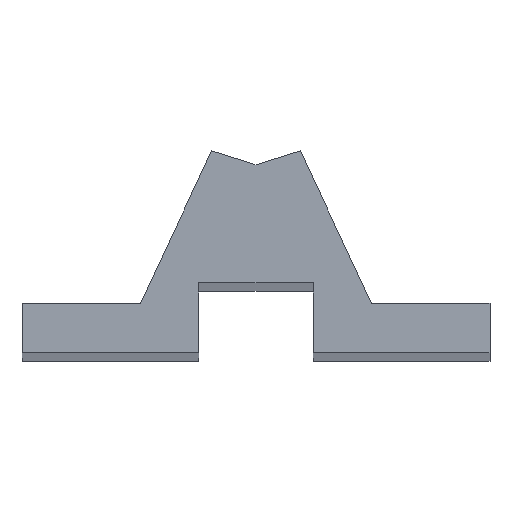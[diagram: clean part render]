
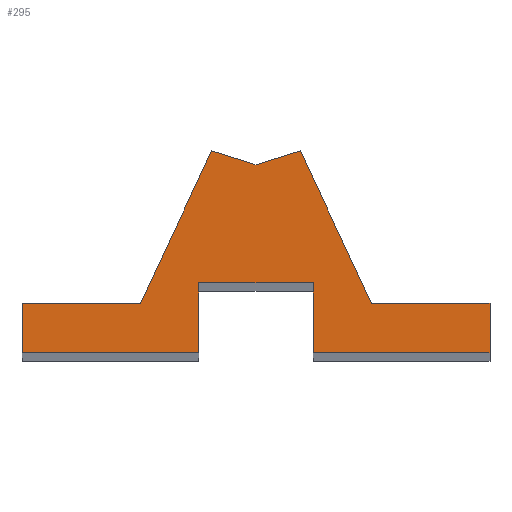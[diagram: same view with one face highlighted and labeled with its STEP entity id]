
A CAD part, top view. The second image highlights one B-rep face of the part: STEP entity #295.
In plain terms, the highlighted planar face has unit normal (0, 0, 1).
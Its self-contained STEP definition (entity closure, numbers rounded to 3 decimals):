
#29=FACE_OUTER_BOUND('',#44,.T.);
#44=EDGE_LOOP('',(#253,#254,#255,#256,#257,#258,#259,#260,#261,#262,#263,
#264,#265));
#45=LINE('',#406,#84);
#49=LINE('',#414,#88);
#52=LINE('',#420,#91);
#55=LINE('',#426,#94);
#58=LINE('',#432,#97);
#61=LINE('',#438,#100);
#64=LINE('',#444,#103);
#67=LINE('',#450,#106);
#70=LINE('',#456,#109);
#73=LINE('',#462,#112);
#76=LINE('',#468,#115);
#79=LINE('',#474,#118);
#82=LINE('',#479,#121);
#84=VECTOR('',#335,10.);
#88=VECTOR('',#341,10.);
#91=VECTOR('',#346,10.);
#94=VECTOR('',#351,10.);
#97=VECTOR('',#356,10.);
#100=VECTOR('',#361,10.);
#103=VECTOR('',#366,10.);
#106=VECTOR('',#371,10.);
#109=VECTOR('',#376,10.);
#112=VECTOR('',#381,10.);
#115=VECTOR('',#386,10.);
#118=VECTOR('',#391,10.);
#121=VECTOR('',#396,10.);
#123=VERTEX_POINT('',#404);
#124=VERTEX_POINT('',#405);
#127=VERTEX_POINT('',#413);
#129=VERTEX_POINT('',#419);
#131=VERTEX_POINT('',#425);
#133=VERTEX_POINT('',#431);
#135=VERTEX_POINT('',#437);
#137=VERTEX_POINT('',#443);
#139=VERTEX_POINT('',#449);
#141=VERTEX_POINT('',#455);
#143=VERTEX_POINT('',#461);
#145=VERTEX_POINT('',#467);
#147=VERTEX_POINT('',#473);
#149=EDGE_CURVE('',#123,#124,#45,.T.);
#153=EDGE_CURVE('',#124,#127,#49,.T.);
#156=EDGE_CURVE('',#127,#129,#52,.T.);
#159=EDGE_CURVE('',#129,#131,#55,.T.);
#162=EDGE_CURVE('',#131,#133,#58,.T.);
#165=EDGE_CURVE('',#133,#135,#61,.T.);
#168=EDGE_CURVE('',#135,#137,#64,.T.);
#171=EDGE_CURVE('',#137,#139,#67,.T.);
#174=EDGE_CURVE('',#139,#141,#70,.T.);
#177=EDGE_CURVE('',#141,#143,#73,.T.);
#180=EDGE_CURVE('',#143,#145,#76,.T.);
#183=EDGE_CURVE('',#145,#147,#79,.T.);
#186=EDGE_CURVE('',#147,#123,#82,.T.);
#253=ORIENTED_EDGE('',*,*,#149,.F.);
#254=ORIENTED_EDGE('',*,*,#186,.F.);
#255=ORIENTED_EDGE('',*,*,#183,.F.);
#256=ORIENTED_EDGE('',*,*,#180,.F.);
#257=ORIENTED_EDGE('',*,*,#177,.F.);
#258=ORIENTED_EDGE('',*,*,#174,.F.);
#259=ORIENTED_EDGE('',*,*,#171,.F.);
#260=ORIENTED_EDGE('',*,*,#168,.F.);
#261=ORIENTED_EDGE('',*,*,#165,.F.);
#262=ORIENTED_EDGE('',*,*,#162,.F.);
#263=ORIENTED_EDGE('',*,*,#159,.F.);
#264=ORIENTED_EDGE('',*,*,#156,.F.);
#265=ORIENTED_EDGE('',*,*,#153,.F.);
#280=PLANE('',#330);
#295=ADVANCED_FACE('',(#29),#280,.T.);
#330=AXIS2_PLACEMENT_3D('',#482,#400,#401);
#335=DIRECTION('',(1.,0.,0.));
#341=DIRECTION('',(0.423,0.906,0.));
#346=DIRECTION('',(0.954,-0.301,0.));
#351=DIRECTION('',(0.954,0.301,0.));
#356=DIRECTION('',(0.423,-0.906,0.));
#361=DIRECTION('',(1.,0.,0.));
#366=DIRECTION('',(0.,-1.,0.));
#371=DIRECTION('',(-1.,0.,0.));
#376=DIRECTION('',(0.,1.,0.));
#381=DIRECTION('',(-1.,0.,0.));
#386=DIRECTION('',(0.,-1.,0.));
#391=DIRECTION('',(-1.,0.,0.));
#396=DIRECTION('',(0.,1.,0.));
#400=DIRECTION('center_axis',(0.,0.,1.));
#401=DIRECTION('ref_axis',(1.,0.,0.));
#404=CARTESIAN_POINT('',(-28.5,3.,599.5));
#405=CARTESIAN_POINT('',(-14.071,3.,599.5));
#406=CARTESIAN_POINT('',(-14.071,3.,599.5));
#413=CARTESIAN_POINT('',(-5.4,21.596,599.5));
#414=CARTESIAN_POINT('',(-5.4,21.596,599.5));
#419=CARTESIAN_POINT('',(0.,19.893,599.5));
#420=CARTESIAN_POINT('',(0.,19.893,599.5));
#425=CARTESIAN_POINT('',(5.4,21.596,599.5));
#426=CARTESIAN_POINT('',(5.4,21.596,599.5));
#431=CARTESIAN_POINT('',(14.071,3.,599.5));
#432=CARTESIAN_POINT('',(14.071,3.,599.5));
#437=CARTESIAN_POINT('',(28.5,3.,599.5));
#438=CARTESIAN_POINT('',(28.5,3.,599.5));
#443=CARTESIAN_POINT('',(28.5,-3.,599.5));
#444=CARTESIAN_POINT('',(28.5,-3.,599.5));
#449=CARTESIAN_POINT('',(7.,-3.,599.5));
#450=CARTESIAN_POINT('',(7.,-3.,599.5));
#455=CARTESIAN_POINT('',(7.,5.5,599.5));
#456=CARTESIAN_POINT('',(7.,5.5,599.5));
#461=CARTESIAN_POINT('',(-7.,5.5,599.5));
#462=CARTESIAN_POINT('',(-7.,5.5,599.5));
#467=CARTESIAN_POINT('',(-7.,-3.,599.5));
#468=CARTESIAN_POINT('',(-7.,-3.,599.5));
#473=CARTESIAN_POINT('',(-28.5,-3.,599.5));
#474=CARTESIAN_POINT('',(-28.5,-3.,599.5));
#479=CARTESIAN_POINT('',(-28.5,3.,599.5));
#482=CARTESIAN_POINT('Origin',(0.,4.757,599.5));
